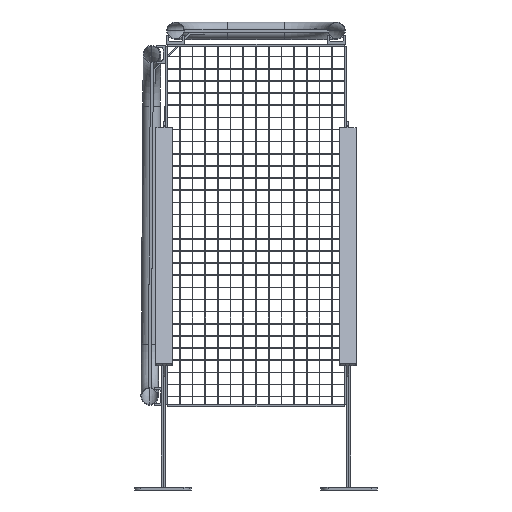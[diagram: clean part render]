
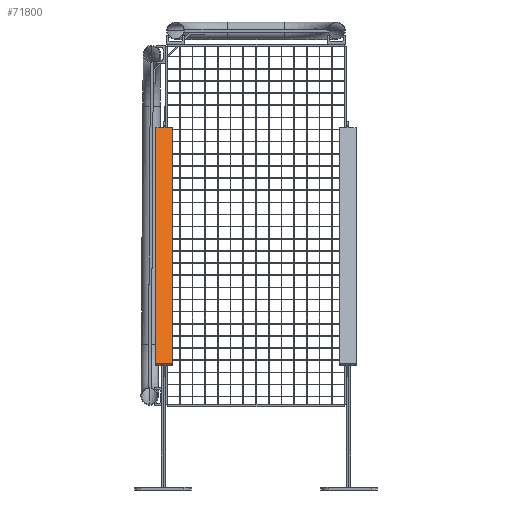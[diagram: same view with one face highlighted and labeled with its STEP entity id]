
A CAD part, front view. The second image highlights one B-rep face of the part: STEP entity #71800.
In plain terms, the highlighted planar face has unit normal (0, -0.661, 0.75).
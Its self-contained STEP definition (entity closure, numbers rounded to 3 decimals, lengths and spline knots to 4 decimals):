
#1039 = VECTOR ( 'NONE', #9744, 1. ) ;
#1724 = ORIENTED_EDGE ( 'NONE', *, *, #26175, .F. ) ;
#2895 = CARTESIAN_POINT ( 'NONE',  ( -0.256, -0.8291, -0.3822 ) ) ;
#3404 = LINE ( 'NONE', #21562, #79092 ) ;
#4918 = EDGE_CURVE ( 'NONE', #30135, #20372, #3404, .T. ) ;
#7479 = VERTEX_POINT ( 'NONE', #54736 ) ;
#8629 = CARTESIAN_POINT ( 'NONE',  ( -0.2455, -0.0895, 0.2696 ) ) ;
#8729 = DIRECTION ( 'NONE',  ( 0., 0.75, 0.661 ) ) ;
#9228 = DIRECTION ( 'NONE',  ( 0., 0.75, 0.661 ) ) ;
#9744 = DIRECTION ( 'NONE',  ( 1., 0., 0. ) ) ;
#10489 = DIRECTION ( 'NONE',  ( 0., 0.75, 0.661 ) ) ;
#13665 = CARTESIAN_POINT ( 'NONE',  ( -0.2455, -0.0861, 0.2726 ) ) ;
#13813 = VERTEX_POINT ( 'NONE', #60462 ) ;
#15438 = LINE ( 'NONE', #41790, #21780 ) ;
#15602 = CARTESIAN_POINT ( 'NONE',  ( -0.2765, -0.0895, 0.2696 ) ) ;
#16427 = CIRCLE ( 'NONE', #74280, 0.0045 ) ;
#17120 = ORIENTED_EDGE ( 'NONE', *, *, #65948, .T. ) ;
#17576 = CARTESIAN_POINT ( 'NONE',  ( -0.2765, -0.0895, 0.2696 ) ) ;
#17869 = VERTEX_POINT ( 'NONE', #8629 ) ;
#19523 = VECTOR ( 'NONE', #34187, 1. ) ;
#19737 = DIRECTION ( 'NONE',  ( 0., 0.661, -0.75 ) ) ;
#20372 = VERTEX_POINT ( 'NONE', #58234 ) ;
#21049 = VECTOR ( 'NONE', #52461, 1. ) ;
#21456 = DIRECTION ( 'NONE',  ( 0., 0.661, -0.75 ) ) ;
#21562 = CARTESIAN_POINT ( 'NONE',  ( -0.256, -0.082, 0.2762 ) ) ;
#21780 = VECTOR ( 'NONE', #10489, 1. ) ;
#21920 = LINE ( 'NONE', #33486, #21049 ) ;
#24280 = CARTESIAN_POINT ( 'NONE',  ( -0.256, -0.8713, -0.4194 ) ) ;
#25533 = VECTOR ( 'NONE', #8729, 1. ) ;
#25711 = CARTESIAN_POINT ( 'NONE',  ( -0.2605, -0.0861, 0.2726 ) ) ;
#26175 = EDGE_CURVE ( 'NONE', #13813, #50755, #61088, .T. ) ;
#28025 = DIRECTION ( 'NONE',  ( 1., 0., 0. ) ) ;
#30135 = VERTEX_POINT ( 'NONE', #67811 ) ;
#30326 = EDGE_CURVE ( 'NONE', #7479, #30135, #15438, .T. ) ;
#30563 = CARTESIAN_POINT ( 'NONE',  ( -0.2295, -0.8291, -0.3822 ) ) ;
#32132 = ORIENTED_EDGE ( 'NONE', *, *, #53073, .T. ) ;
#32469 = EDGE_CURVE ( 'NONE', #7479, #72991, #16427, .T. ) ;
#32737 = DIRECTION ( 'NONE',  ( 0., -0.75, -0.661 ) ) ;
#33185 = ORIENTED_EDGE ( 'NONE', *, *, #30326, .F. ) ;
#33486 = CARTESIAN_POINT ( 'NONE',  ( -0.2295, -0.0895, 0.2696 ) ) ;
#34187 = DIRECTION ( 'NONE',  ( 0., 0.75, 0.661 ) ) ;
#40818 = VERTEX_POINT ( 'NONE', #59093 ) ;
#41790 = CARTESIAN_POINT ( 'NONE',  ( -0.256, -0.8713, -0.4194 ) ) ;
#42452 = CARTESIAN_POINT ( 'NONE',  ( -0.2605, -0.0895, 0.2696 ) ) ;
#43148 = VECTOR ( 'NONE', #9228, 1. ) ;
#45573 = EDGE_CURVE ( 'NONE', #50755, #72991, #47662, .T. ) ;
#46522 = CARTESIAN_POINT ( 'NONE',  ( -0.2295, -0.8713, -0.4194 ) ) ;
#47049 = LINE ( 'NONE', #65176, #25533 ) ;
#47662 = LINE ( 'NONE', #17576, #1039 ) ;
#47668 = ORIENTED_EDGE ( 'NONE', *, *, #45573, .F. ) ;
#48933 = VERTEX_POINT ( 'NONE', #30563 ) ;
#50214 = EDGE_CURVE ( 'NONE', #17869, #56028, #65575, .T. ) ;
#50755 = VERTEX_POINT ( 'NONE', #15602 ) ;
#52461 = DIRECTION ( 'NONE',  ( -1., 0., 0. ) ) ;
#52585 = ORIENTED_EDGE ( 'NONE', *, *, #69190, .T. ) ;
#53073 = EDGE_CURVE ( 'NONE', #56028, #20372, #47049, .T. ) ;
#54111 = CARTESIAN_POINT ( 'NONE',  ( -0.2765, -0.8713, -0.4194 ) ) ;
#54736 = CARTESIAN_POINT ( 'NONE',  ( -0.256, -0.0861, 0.2726 ) ) ;
#55147 = ORIENTED_EDGE ( 'NONE', *, *, #4918, .F. ) ;
#55602 = FACE_OUTER_BOUND ( 'NONE', #65352, .T. ) ;
#56028 = VERTEX_POINT ( 'NONE', #77735 ) ;
#58234 = CARTESIAN_POINT ( 'NONE',  ( -0.25, -0.082, 0.2762 ) ) ;
#59093 = CARTESIAN_POINT ( 'NONE',  ( -0.2295, -0.0895, 0.2696 ) ) ;
#59314 = LINE ( 'NONE', #46522, #19523 ) ;
#59362 = LINE ( 'NONE', #2895, #64509 ) ;
#60462 = CARTESIAN_POINT ( 'NONE',  ( -0.2765, -0.8291, -0.3822 ) ) ;
#61088 = LINE ( 'NONE', #54111, #43148 ) ;
#64509 = VECTOR ( 'NONE', #28025, 1. ) ;
#65176 = CARTESIAN_POINT ( 'NONE',  ( -0.25, -0.8713, -0.4194 ) ) ;
#65352 = EDGE_LOOP ( 'NONE', ( #1724, #66607, #17120, #52585, #67521, #32132, #55147, #33185, #67081, #47668 ) ) ;
#65575 = CIRCLE ( 'NONE', #68227, 0.0045 ) ;
#65948 = EDGE_CURVE ( 'NONE', #48933, #40818, #59314, .T. ) ;
#66607 = ORIENTED_EDGE ( 'NONE', *, *, #69532, .T. ) ;
#67081 = ORIENTED_EDGE ( 'NONE', *, *, #32469, .T. ) ;
#67521 = ORIENTED_EDGE ( 'NONE', *, *, #50214, .T. ) ;
#67811 = CARTESIAN_POINT ( 'NONE',  ( -0.256, -0.082, 0.2762 ) ) ;
#68227 = AXIS2_PLACEMENT_3D ( 'NONE', #13665, #21456, #77499 ) ;
#69190 = EDGE_CURVE ( 'NONE', #40818, #17869, #21920, .T. ) ;
#69532 = EDGE_CURVE ( 'NONE', #13813, #48933, #59362, .T. ) ;
#69817 = DIRECTION ( 'NONE',  ( 0., 0.661, -0.75 ) ) ;
#71800 = ADVANCED_FACE ( 'NONE', ( #55602 ), #80721, .F. ) ;
#72991 = VERTEX_POINT ( 'NONE', #42452 ) ;
#74280 = AXIS2_PLACEMENT_3D ( 'NONE', #25711, #69817, #32737 ) ;
#76170 = DIRECTION ( 'NONE',  ( 0., -0.75, -0.661 ) ) ;
#77499 = DIRECTION ( 'NONE',  ( 0., -0.75, -0.661 ) ) ;
#77735 = CARTESIAN_POINT ( 'NONE',  ( -0.25, -0.0861, 0.2726 ) ) ;
#77895 = AXIS2_PLACEMENT_3D ( 'NONE', #24280, #19737, #76170 ) ;
#78385 = DIRECTION ( 'NONE',  ( 1., 0., 0. ) ) ;
#79092 = VECTOR ( 'NONE', #78385, 1. ) ;
#80721 = PLANE ( 'NONE',  #77895 ) ;
